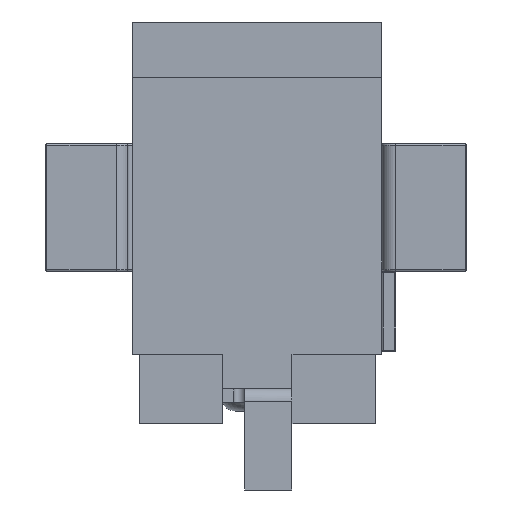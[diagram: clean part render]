
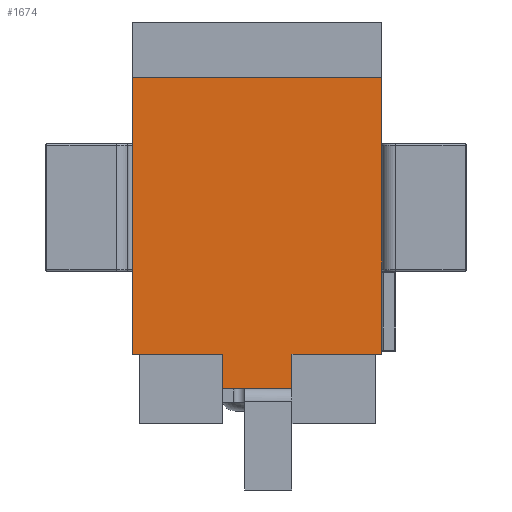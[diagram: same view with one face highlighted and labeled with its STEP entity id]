
A CAD part, front view. The second image highlights one B-rep face of the part: STEP entity #1674.
In plain terms, the highlighted planar face has unit normal (0, -1, 0).
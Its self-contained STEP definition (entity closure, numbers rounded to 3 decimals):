
#507 = VERTEX_POINT ( 'NONE', #3373 ) ;
#1341 = VERTEX_POINT ( 'NONE', #5757 ) ;
#1343 = EDGE_CURVE ( 'NONE', #507, #1341, #5756, .T. ) ;
#1437 = EDGE_CURVE ( 'NONE', #1458, #507, #5983, .T. ) ;
#1458 = VERTEX_POINT ( 'NONE', #6004 ) ;
#1642 = VERTEX_POINT ( 'NONE', #6508 ) ;
#1643 = ORIENTED_EDGE ( 'NONE', *, *, #1644, .T. ) ;
#1644 = EDGE_CURVE ( 'NONE', #1642, #1458, #6507, .T. ) ;
#1645 = ORIENTED_EDGE ( 'NONE', *, *, #1437, .T. ) ;
#1646 = ORIENTED_EDGE ( 'NONE', *, *, #1343, .T. ) ;
#1647 = ORIENTED_EDGE ( 'NONE', *, *, #1671, .F. ) ;
#1651 = VERTEX_POINT ( 'NONE', #6556 ) ;
#1652 = ORIENTED_EDGE ( 'NONE', *, *, #1653, .T. ) ;
#1653 = EDGE_CURVE ( 'NONE', #1651, #1654, #6555, .T. ) ;
#1654 = VERTEX_POINT ( 'NONE', #6551 ) ;
#1655 = ORIENTED_EDGE ( 'NONE', *, *, #1656, .T. ) ;
#1656 = EDGE_CURVE ( 'NONE', #1654, #1657, #6550, .T. ) ;
#1657 = VERTEX_POINT ( 'NONE', #6546 ) ;
#1658 = ORIENTED_EDGE ( 'NONE', *, *, #1659, .T. ) ;
#1659 = EDGE_CURVE ( 'NONE', #1657, #1660, #6545, .T. ) ;
#1660 = VERTEX_POINT ( 'NONE', #6541 ) ;
#1661 = ORIENTED_EDGE ( 'NONE', *, *, #1662, .T. ) ;
#1662 = EDGE_CURVE ( 'NONE', #1660, #1663, #6540, .T. ) ;
#1663 = VERTEX_POINT ( 'NONE', #6536 ) ;
#1664 = ORIENTED_EDGE ( 'NONE', *, *, #1665, .T. ) ;
#1665 = EDGE_CURVE ( 'NONE', #1663, #1722, #6600, .T. ) ;
#1669 = VERTEX_POINT ( 'NONE', #6586 ) ;
#1671 = EDGE_CURVE ( 'NONE', #1669, #1341, #6585, .T. ) ;
#1674 = ADVANCED_FACE ( 'NONE', ( #6581 ), #6580, .F. ) ;
#1675 = EDGE_LOOP ( 'NONE', ( #1676, #1652, #1655, #1658, #1661, #1664, #1723, #1643, #1645, #1646, #1647 ) ) ;
#1676 = ORIENTED_EDGE ( 'NONE', *, *, #1677, .T. ) ;
#1677 = EDGE_CURVE ( 'NONE', #1669, #1651, #6578, .T. ) ;
#1722 = VERTEX_POINT ( 'NONE', #6726 ) ;
#1723 = ORIENTED_EDGE ( 'NONE', *, *, #1724, .F. ) ;
#1724 = EDGE_CURVE ( 'NONE', #1642, #1722, #6725, .T. ) ;
#3373 = CARTESIAN_POINT ( 'NONE',  ( 4.5, -6.25, 0. ) ) ;
#5753 = DIRECTION ( 'NONE',  ( 0., 0., 1. ) ) ;
#5754 = VECTOR ( 'NONE', #5753, 1000. ) ;
#5755 = CARTESIAN_POINT ( 'NONE',  ( 4.5, -6.25, 0. ) ) ;
#5756 = LINE ( 'NONE', #5755, #5754 ) ;
#5757 = CARTESIAN_POINT ( 'NONE',  ( 4.5, -6.25, 10. ) ) ;
#5980 = DIRECTION ( 'NONE',  ( 1., 0., 0. ) ) ;
#5981 = VECTOR ( 'NONE', #5980, 1000. ) ;
#5982 = CARTESIAN_POINT ( 'NONE',  ( -14.503, -6.25, 0. ) ) ;
#5983 = LINE ( 'NONE', #5982, #5981 ) ;
#6004 = CARTESIAN_POINT ( 'NONE',  ( 4.25, -6.25, 0. ) ) ;
#6507 = LINE ( 'NONE', #6565, #6564 ) ;
#6508 = CARTESIAN_POINT ( 'NONE',  ( 1.25, -6.25, 0. ) ) ;
#6536 = CARTESIAN_POINT ( 'NONE',  ( -0.45, -6.25, -1.25 ) ) ;
#6537 = DIRECTION ( 'NONE',  ( 1., 0., 0. ) ) ;
#6538 = VECTOR ( 'NONE', #6537, 1000. ) ;
#6539 = CARTESIAN_POINT ( 'NONE',  ( 1.25, -6.25, -1.25 ) ) ;
#6540 = LINE ( 'NONE', #6539, #6538 ) ;
#6541 = CARTESIAN_POINT ( 'NONE',  ( -1.25, -6.25, -1.25 ) ) ;
#6542 = DIRECTION ( 'NONE',  ( 0., 0., -1. ) ) ;
#6543 = VECTOR ( 'NONE', #6542, 1000. ) ;
#6544 = CARTESIAN_POINT ( 'NONE',  ( -1.25, -6.25, 2.512 ) ) ;
#6545 = LINE ( 'NONE', #6544, #6543 ) ;
#6546 = CARTESIAN_POINT ( 'NONE',  ( -1.25, -6.25, 0. ) ) ;
#6547 = DIRECTION ( 'NONE',  ( 1., 0., 0. ) ) ;
#6548 = VECTOR ( 'NONE', #6547, 1000. ) ;
#6549 = CARTESIAN_POINT ( 'NONE',  ( -14.503, -6.25, 0. ) ) ;
#6550 = LINE ( 'NONE', #6549, #6548 ) ;
#6551 = CARTESIAN_POINT ( 'NONE',  ( -4.25, -6.25, 0. ) ) ;
#6552 = DIRECTION ( 'NONE',  ( 1., 0., 0. ) ) ;
#6553 = VECTOR ( 'NONE', #6552, 1000. ) ;
#6554 = CARTESIAN_POINT ( 'NONE',  ( -14.503, -6.25, 0. ) ) ;
#6555 = LINE ( 'NONE', #6554, #6553 ) ;
#6556 = CARTESIAN_POINT ( 'NONE',  ( -4.5, -6.25, 0. ) ) ;
#6563 = DIRECTION ( 'NONE',  ( 1., 0., 0. ) ) ;
#6564 = VECTOR ( 'NONE', #6563, 1000. ) ;
#6565 = CARTESIAN_POINT ( 'NONE',  ( -14.503, -6.25, 0. ) ) ;
#6572 = DIRECTION ( 'NONE',  ( 0., 0., -1. ) ) ;
#6573 = VECTOR ( 'NONE', #6572, 1000. ) ;
#6574 = CARTESIAN_POINT ( 'NONE',  ( -4.5, -6.25, 0. ) ) ;
#6575 = DIRECTION ( 'NONE',  ( 0., 0., 1. ) ) ;
#6576 = DIRECTION ( 'NONE',  ( 0., 1., 0. ) ) ;
#6577 = CARTESIAN_POINT ( 'NONE',  ( -14.503, -6.25, 0. ) ) ;
#6578 = LINE ( 'NONE', #6574, #6573 ) ;
#6579 = AXIS2_PLACEMENT_3D ( 'NONE', #6577, #6576, #6575 ) ;
#6580 = PLANE ( 'NONE',  #6579 ) ;
#6581 = FACE_OUTER_BOUND ( 'NONE', #1675, .T. ) ;
#6582 = DIRECTION ( 'NONE',  ( 1., 0., 0. ) ) ;
#6583 = VECTOR ( 'NONE', #6582, 1000. ) ;
#6584 = CARTESIAN_POINT ( 'NONE',  ( -14.503, -6.25, 10. ) ) ;
#6585 = LINE ( 'NONE', #6584, #6583 ) ;
#6586 = CARTESIAN_POINT ( 'NONE',  ( -4.5, -6.25, 10. ) ) ;
#6597 = DIRECTION ( 'NONE',  ( 1., 0., 0. ) ) ;
#6598 = VECTOR ( 'NONE', #6597, 1000. ) ;
#6599 = CARTESIAN_POINT ( 'NONE',  ( 1.25, -6.25, -1.25 ) ) ;
#6600 = LINE ( 'NONE', #6599, #6598 ) ;
#6722 = DIRECTION ( 'NONE',  ( 0., 0., -1. ) ) ;
#6723 = VECTOR ( 'NONE', #6722, 1000. ) ;
#6724 = CARTESIAN_POINT ( 'NONE',  ( 1.25, -6.25, 2.512 ) ) ;
#6725 = LINE ( 'NONE', #6724, #6723 ) ;
#6726 = CARTESIAN_POINT ( 'NONE',  ( 1.25, -6.25, -1.25 ) ) ;
